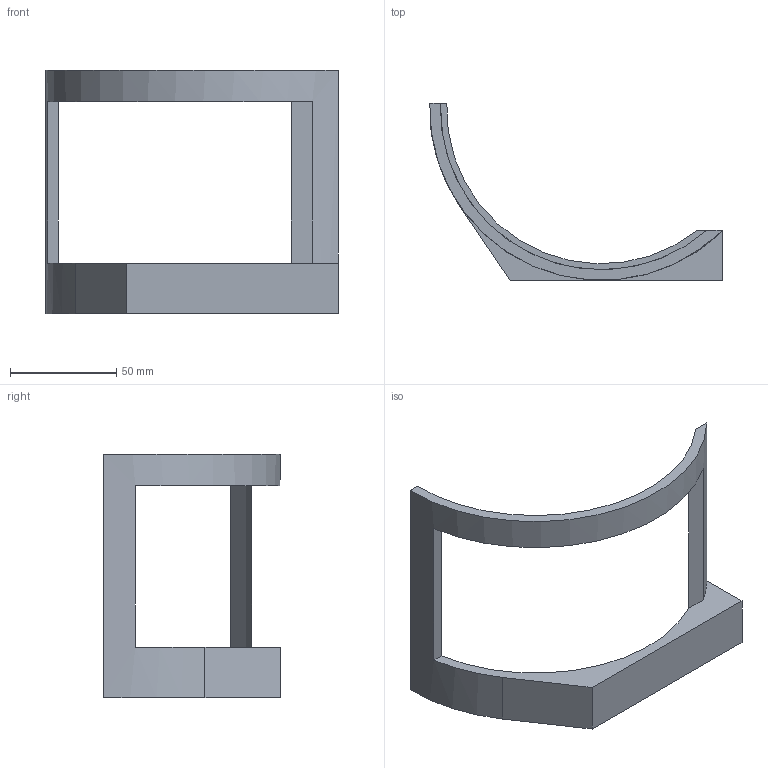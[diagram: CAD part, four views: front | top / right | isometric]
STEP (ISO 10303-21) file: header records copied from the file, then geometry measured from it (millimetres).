
FILE_DESCRIPTION(/* description */ (''),/* implementation_level */ '2;1');
FILE_NAME(/* name */ 'MK2_port-B-cutting-jig_mirror.stp',/* time_stamp */ '2024-06-12T22:26:12+02:00',/* author */ ('admin'),/* organization */ (''),/* preprocessor_version */ 'ST-DEVELOPER v18.1',/* originating_system */ 'Autodesk Inventor 2021',/* authorisation */ '');
FILE_SCHEMA (('AUTOMOTIVE_DESIGN { 1 0 10303 214 3 1 1 }'));
Length unit declared in the file: millimetre
Products named in the file (1): MK2_port-B-cutting-jig_mirror
Bounding box: 137.88 x 83.5 x 115 mm (x, y, z)
Volume: 65845.5 mm3; surface area: 28163.4 mm2
Topology: 1 solids, 1 shells, 15 faces, 41 edges, 27 vertices
Faces by surface type: plane 12, cylinder 3
Entity records: 538 total; most frequent: DIRECTION 84, CARTESIAN_POINT 84, ORIENTED_EDGE 82, EDGE_CURVE 41, LINE 30, VECTOR 30, VERTEX_POINT 27, AXIS2_PLACEMENT_3D 27
